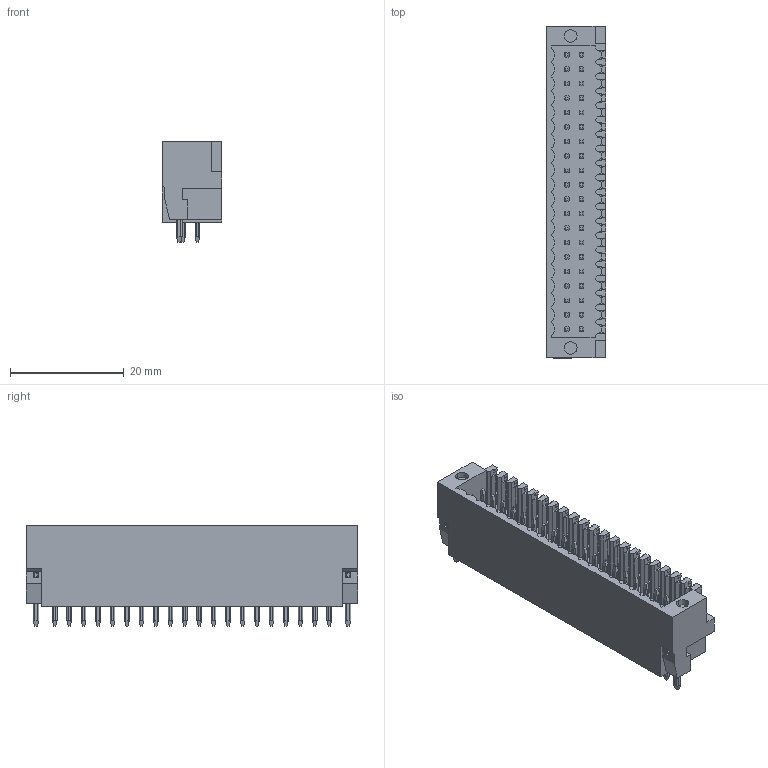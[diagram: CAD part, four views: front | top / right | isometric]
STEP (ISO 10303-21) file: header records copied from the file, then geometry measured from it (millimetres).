
FILE_DESCRIPTION((''),'2;1');
FILE_NAME('TLPHDW-020V','2024-10-17T08:37:09',('tluser'),(''),'CREO PARAMETRIC BY PTC INC, 2018100','CREO PARAMETRIC BY PTC INC, 2018100','');
FILE_SCHEMA(('CONFIG_CONTROL_DESIGN'));
Length unit declared in the file: millimetre
Products named in the file (1): TLPHDW-020V
Bounding box: 10.5 x 58.36 x 17.7 mm (x, y, z)
Volume: 5570.8 mm3; surface area: 5176.5 mm2
Topology: 1 solids, 1 shells, 1578 faces, 4428 edges, 2928 vertices
Faces by surface type: plane 1220, cylinder 354, torus 4
Entity records: 51235 total; most frequent: CARTESIAN_POINT 11419, ORIENTED_EDGE 8856, DIRECTION 7304, EDGE_CURVE 4428, VECTOR 3388, LINE 3388, VERTEX_POINT 2928, AXIS2_PLACEMENT_3D 1958
